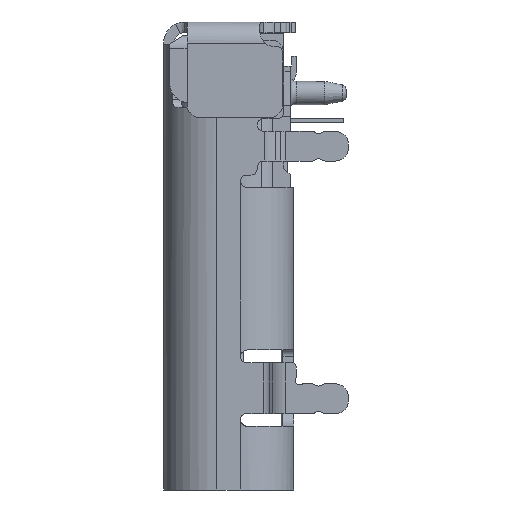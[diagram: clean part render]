
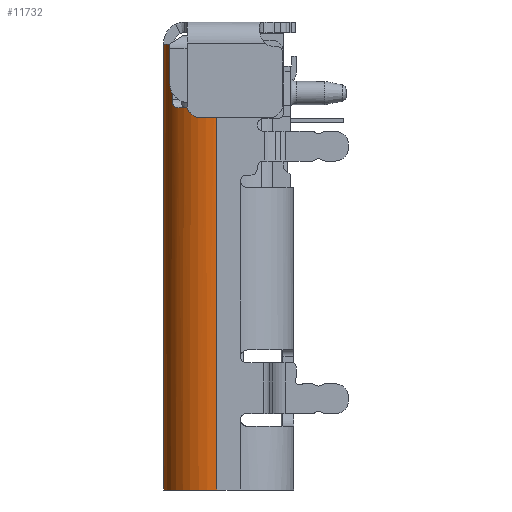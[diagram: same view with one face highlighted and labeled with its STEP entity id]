
A CAD part, left-side view. The second image highlights one B-rep face of the part: STEP entity #11732.
In plain terms, the highlighted cylindrical face has radius 1.25 mm (diameter 2.5 mm), a partial arc.
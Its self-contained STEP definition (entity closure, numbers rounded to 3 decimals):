
#10907=B_SPLINE_CURVE_WITH_KNOTS('',3,(#66852,#66853,#66854,#66855),
 .UNSPECIFIED.,.F.,.F.,(4,4),(0.,1.),.UNSPECIFIED.);
#10908=B_SPLINE_CURVE_WITH_KNOTS('',3,(#66859,#66860,#66861,#66862,#66863,
#66864,#66865,#66866,#66867,#66868,#66869,#66870,#66871,#66872,#66873,#66874),
 .UNSPECIFIED.,.F.,.F.,(4,3,3,3,3,4),(0.,0.18,0.36,
0.551,0.762,1.),.UNSPECIFIED.);
#11158=CYLINDRICAL_SURFACE('',#51424,1.25);
#11732=ADVANCED_FACE('',(#15395),#11158,.T.);
#15395=FACE_OUTER_BOUND('',#17529,.T.);
#17529=EDGE_LOOP('',(#21442,#21443,#21444,#21445,#21446,#21447,#21448,#21449));
#19731=CIRCLE('',#51367,1.25);
#19778=CIRCLE('',#51422,1.25);
#19779=CIRCLE('',#51423,1.25);
#21442=ORIENTED_EDGE('',*,*,#36842,.F.);
#21443=ORIENTED_EDGE('',*,*,#36917,.F.);
#21444=ORIENTED_EDGE('',*,*,#36296,.T.);
#21445=ORIENTED_EDGE('',*,*,#36918,.F.);
#21446=ORIENTED_EDGE('',*,*,#36919,.F.);
#21447=ORIENTED_EDGE('',*,*,#36920,.F.);
#21448=ORIENTED_EDGE('',*,*,#36823,.F.);
#21449=ORIENTED_EDGE('',*,*,#36816,.F.);
#32492=VERTEX_POINT('',#65562);
#32493=VERTEX_POINT('',#65564);
#32947=VERTEX_POINT('',#66617);
#32948=VERTEX_POINT('',#66619);
#32953=VERTEX_POINT('',#66633);
#32963=VERTEX_POINT('',#66702);
#33036=VERTEX_POINT('',#66856);
#33037=VERTEX_POINT('',#66858);
#36296=EDGE_CURVE('',#32493,#32492,#42169,.T.);
#36816=EDGE_CURVE('',#32947,#32948,#19731,.T.);
#36823=EDGE_CURVE('',#32948,#32953,#42590,.T.);
#36842=EDGE_CURVE('',#32963,#32947,#42597,.T.);
#36917=EDGE_CURVE('',#32493,#32963,#19778,.T.);
#36918=EDGE_CURVE('',#33036,#32492,#10907,.T.);
#36919=EDGE_CURVE('',#33037,#33036,#19779,.T.);
#36920=EDGE_CURVE('',#32953,#33037,#10908,.T.);
#42169=LINE('',#65563,#46676);
#42590=LINE('',#66632,#47097);
#42597=LINE('',#66703,#47104);
#46676=VECTOR('',#54477,1.);
#47097=VECTOR('',#55274,1.);
#47104=VECTOR('',#55303,1.);
#51367=AXIS2_PLACEMENT_3D('',#66618,#55261,#55262);
#51422=AXIS2_PLACEMENT_3D('',#66851,#55419,#55420);
#51423=AXIS2_PLACEMENT_3D('',#66857,#55421,#55422);
#51424=AXIS2_PLACEMENT_3D('',#66875,#55423,#55424);
#54477=DIRECTION('',(0.,0.,1.));
#55261=DIRECTION('',(0.,0.,1.));
#55262=DIRECTION('',(-1.,0.,0.));
#55274=DIRECTION('',(0.,0.,-1.));
#55303=DIRECTION('',(0.,0.,1.));
#55419=DIRECTION('',(0.,0.,-1.));
#55420=DIRECTION('',(-1.,0.,0.));
#55421=DIRECTION('',(0.,0.,1.));
#55422=DIRECTION('',(1.,0.,0.));
#55423=DIRECTION('',(0.,0.,-1.));
#55424=DIRECTION('',(1.,0.,0.));
#65562=CARTESIAN_POINT('',(-4.425,0.28,1.093));
#65563=CARTESIAN_POINT('',(-4.425,0.28,-7.92));
#65564=CARTESIAN_POINT('',(-4.425,0.28,-7.92));
#66617=CARTESIAN_POINT('',(-3.175,1.53,2.58));
#66618=CARTESIAN_POINT('',(-3.175,0.28,2.58));
#66619=CARTESIAN_POINT('',(-3.85,1.332,2.58));
#66632=CARTESIAN_POINT('',(-3.85,1.332,2.28));
#66633=CARTESIAN_POINT('',(-3.85,1.332,1.28));
#66702=CARTESIAN_POINT('',(-3.175,1.53,-7.92));
#66703=CARTESIAN_POINT('',(-3.175,1.53,-7.92));
#66851=CARTESIAN_POINT('',(-3.175,0.28,-7.92));
#66852=CARTESIAN_POINT('',(-4.423,0.348,1.08));
#66853=CARTESIAN_POINT('',(-4.424,0.325,1.08));
#66854=CARTESIAN_POINT('',(-4.425,0.301,1.084));
#66855=CARTESIAN_POINT('',(-4.425,0.28,1.093));
#66856=CARTESIAN_POINT('',(-4.423,0.348,1.08));
#66857=CARTESIAN_POINT('',(-3.175,0.28,1.08));
#66858=CARTESIAN_POINT('',(-4.029,1.192,1.08));
#66859=CARTESIAN_POINT('',(-3.85,1.332,1.28));
#66860=CARTESIAN_POINT('',(-3.85,1.332,1.26));
#66861=CARTESIAN_POINT('',(-3.853,1.33,1.24));
#66862=CARTESIAN_POINT('',(-3.859,1.326,1.221));
#66863=CARTESIAN_POINT('',(-3.865,1.323,1.202));
#66864=CARTESIAN_POINT('',(-3.873,1.317,1.184));
#66865=CARTESIAN_POINT('',(-3.883,1.31,1.168));
#66866=CARTESIAN_POINT('',(-3.894,1.303,1.151));
#66867=CARTESIAN_POINT('',(-3.907,1.294,1.136));
#66868=CARTESIAN_POINT('',(-3.921,1.283,1.124));
#66869=CARTESIAN_POINT('',(-3.936,1.272,1.11));
#66870=CARTESIAN_POINT('',(-3.953,1.258,1.1));
#66871=CARTESIAN_POINT('',(-3.971,1.244,1.092));
#66872=CARTESIAN_POINT('',(-3.99,1.228,1.084));
#66873=CARTESIAN_POINT('',(-4.01,1.21,1.08));
#66874=CARTESIAN_POINT('',(-4.029,1.192,1.08));
#66875=CARTESIAN_POINT('',(-3.175,0.28,-7.92));
